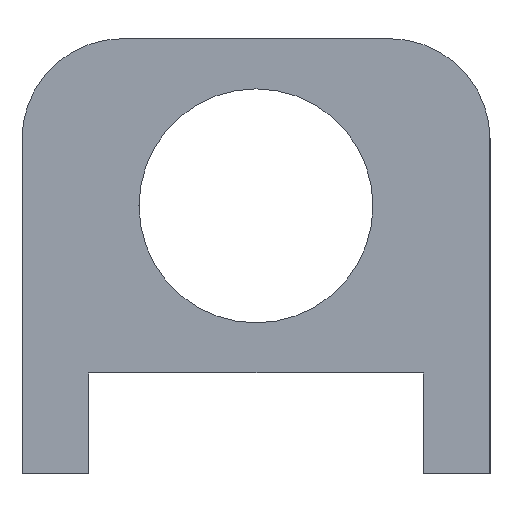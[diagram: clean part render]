
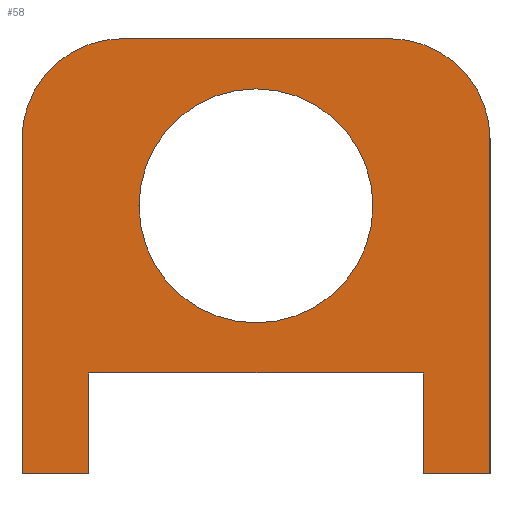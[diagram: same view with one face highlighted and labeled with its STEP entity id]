
A CAD part, left-side view. The second image highlights one B-rep face of the part: STEP entity #58.
In plain terms, the highlighted planar face has unit normal (-1, 0, 0).
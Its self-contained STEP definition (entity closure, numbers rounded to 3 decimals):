
#39=FACE_BOUND('',#92,.T.);
#40=FACE_BOUND('',#93,.T.);
#46=CIRCLE('',#281,3.5);
#47=CIRCLE('',#282,3.);
#48=CIRCLE('',#283,3.);
#58=ADVANCED_FACE('',(#39,#40),#71,.T.);
#71=PLANE('',#284);
#92=EDGE_LOOP('',(#141));
#93=EDGE_LOOP('',(#142,#143,#144,#145,#146,#147,#148,#149,#150,#151));
#141=ORIENTED_EDGE('',*,*,#213,.T.);
#142=ORIENTED_EDGE('',*,*,#186,.T.);
#143=ORIENTED_EDGE('',*,*,#214,.T.);
#144=ORIENTED_EDGE('',*,*,#188,.T.);
#145=ORIENTED_EDGE('',*,*,#215,.T.);
#146=ORIENTED_EDGE('',*,*,#192,.T.);
#147=ORIENTED_EDGE('',*,*,#196,.T.);
#148=ORIENTED_EDGE('',*,*,#199,.T.);
#149=ORIENTED_EDGE('',*,*,#202,.T.);
#150=ORIENTED_EDGE('',*,*,#205,.T.);
#151=ORIENTED_EDGE('',*,*,#208,.T.);
#164=VERTEX_POINT('',#359);
#165=VERTEX_POINT('',#361);
#166=VERTEX_POINT('',#365);
#167=VERTEX_POINT('',#366);
#170=VERTEX_POINT('',#374);
#171=VERTEX_POINT('',#375);
#174=VERTEX_POINT('',#383);
#176=VERTEX_POINT('',#389);
#178=VERTEX_POINT('',#395);
#180=VERTEX_POINT('',#401);
#183=VERTEX_POINT('',#415);
#186=EDGE_CURVE('',#165,#164,#218,.T.);
#188=EDGE_CURVE('',#166,#167,#220,.T.);
#192=EDGE_CURVE('',#170,#171,#224,.T.);
#196=EDGE_CURVE('',#171,#174,#228,.T.);
#199=EDGE_CURVE('',#174,#176,#231,.T.);
#202=EDGE_CURVE('',#176,#178,#234,.T.);
#205=EDGE_CURVE('',#178,#180,#237,.T.);
#208=EDGE_CURVE('',#180,#165,#240,.T.);
#213=EDGE_CURVE('',#183,#183,#46,.T.);
#214=EDGE_CURVE('',#164,#166,#47,.T.);
#215=EDGE_CURVE('',#167,#170,#48,.T.);
#218=LINE('',#360,#244);
#220=LINE('',#364,#246);
#224=LINE('',#373,#250);
#228=LINE('',#382,#254);
#231=LINE('',#388,#257);
#234=LINE('',#394,#260);
#237=LINE('',#400,#263);
#240=LINE('',#406,#266);
#244=VECTOR('',#292,1.);
#246=VECTOR('',#296,1.);
#250=VECTOR('',#302,1.);
#254=VECTOR('',#308,1.);
#257=VECTOR('',#313,1.);
#260=VECTOR('',#318,1.);
#263=VECTOR('',#323,1.);
#266=VECTOR('',#328,1.);
#281=AXIS2_PLACEMENT_3D('',#414,#340,#341);
#282=AXIS2_PLACEMENT_3D('',#416,#342,#343);
#283=AXIS2_PLACEMENT_3D('',#417,#344,#345);
#284=AXIS2_PLACEMENT_3D('',#418,#346,#347);
#292=DIRECTION('',(0.,0.,1.));
#296=DIRECTION('',(0.,1.,0.));
#302=DIRECTION('',(0.,0.,-1.));
#308=DIRECTION('',(0.,-1.,0.));
#313=DIRECTION('',(0.,0.,1.));
#318=DIRECTION('',(0.,-1.,0.));
#323=DIRECTION('',(0.,0.,-1.));
#328=DIRECTION('',(0.,-1.,0.));
#340=DIRECTION('',(1.,0.,0.));
#341=DIRECTION('',(0.,0.,-1.));
#342=DIRECTION('',(-1.,0.,0.));
#343=DIRECTION('',(0.,0.,1.));
#344=DIRECTION('',(-1.,0.,0.));
#345=DIRECTION('',(0.,0.,1.));
#346=DIRECTION('',(-1.,0.,0.));
#347=DIRECTION('',(0.,0.,1.));
#359=CARTESIAN_POINT('',(96.,238.,37.));
#360=CARTESIAN_POINT('',(96.,238.,27.));
#361=CARTESIAN_POINT('',(96.,238.,27.));
#364=CARTESIAN_POINT('',(96.,238.,40.));
#365=CARTESIAN_POINT('',(96.,241.,40.));
#366=CARTESIAN_POINT('',(96.,249.,40.));
#373=CARTESIAN_POINT('',(96.,252.,40.));
#374=CARTESIAN_POINT('',(96.,252.,37.));
#375=CARTESIAN_POINT('',(96.,252.,27.));
#382=CARTESIAN_POINT('',(96.,252.,27.));
#383=CARTESIAN_POINT('',(96.,250.,27.));
#388=CARTESIAN_POINT('',(96.,250.,27.));
#389=CARTESIAN_POINT('',(96.,250.,30.));
#394=CARTESIAN_POINT('',(96.,250.,30.));
#395=CARTESIAN_POINT('',(96.,240.,30.));
#400=CARTESIAN_POINT('',(96.,240.,30.));
#401=CARTESIAN_POINT('',(96.,240.,27.));
#406=CARTESIAN_POINT('',(96.,240.,27.));
#414=CARTESIAN_POINT('',(96.,245.,35.));
#415=CARTESIAN_POINT('',(96.,245.,31.5));
#416=CARTESIAN_POINT('',(96.,241.,37.));
#417=CARTESIAN_POINT('',(96.,249.,37.));
#418=CARTESIAN_POINT('',(96.,0.,0.));
